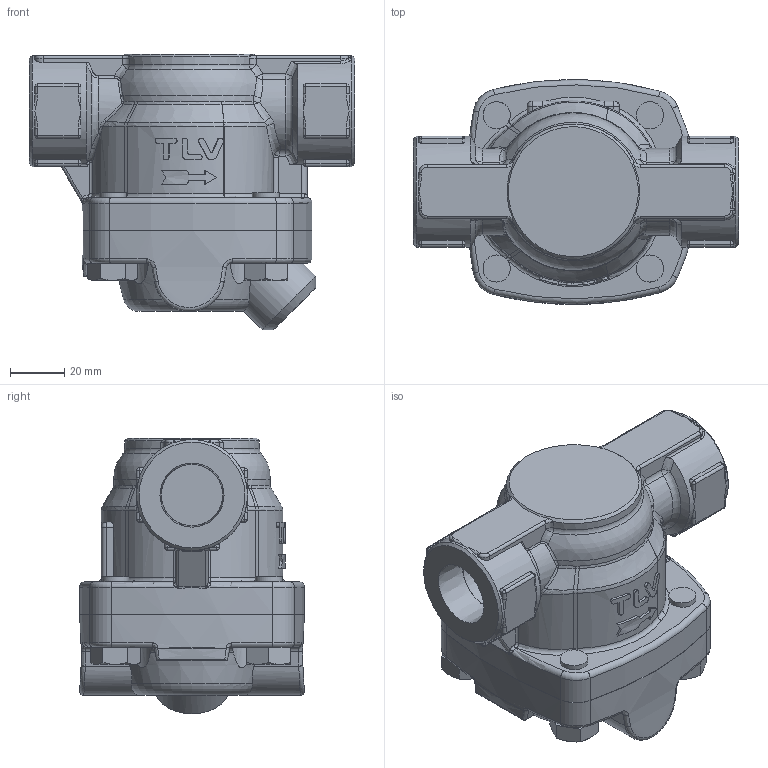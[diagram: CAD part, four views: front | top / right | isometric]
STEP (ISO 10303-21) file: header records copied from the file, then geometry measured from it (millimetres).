
FILE_DESCRIPTION((''),'2;1');
FILE_NAME('vs1ce-020-screw-00.stp','2012-04-19T11:06:26',('nakaot'),(''),'Autodesk Inventor 2012','Autodesk Inventor 2012','');
FILE_SCHEMA(('AUTOMOTIVE_DESIGN { 1 0 10303 214 1 1 1 1 }'));
Length unit declared in the file: millimetre
Products named in the file (1): vs1ce-020-screw-00
Bounding box: 120 x 83 x 101.77 mm (x, y, z)
Volume: 446481.2 mm3; surface area: 57348.8 mm2
Topology: 1 solids, 1 shells, 633 faces, 1552 edges, 899 vertices
Faces by surface type: bspline 181, cylinder 179, plane 141, torus 50, sphere 45, cone 37
Full cylindrical faces by diameter (mm): 10 x8, 11 x4, 22.631 x2, 28 x1, 41 x2
Entity records: 27063 total; most frequent: CARTESIAN_POINT 13838, ORIENTED_EDGE 2926, DIRECTION 2467, EDGE_CURVE 1463, AXIS2_PLACEMENT_3D 1042, VERTEX_POINT 873, EDGE_LOOP 682, FACE_OUTER_BOUND 633
